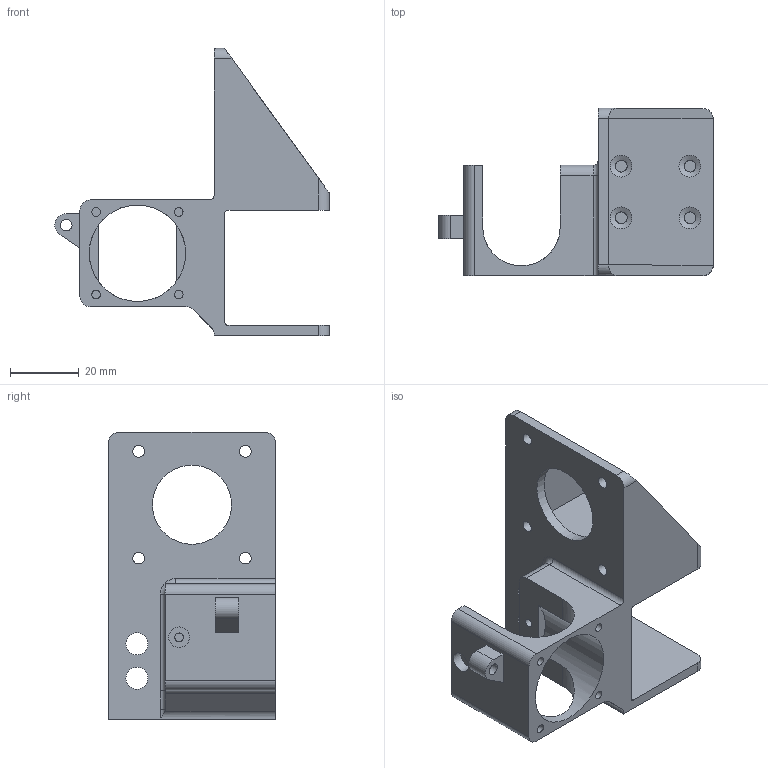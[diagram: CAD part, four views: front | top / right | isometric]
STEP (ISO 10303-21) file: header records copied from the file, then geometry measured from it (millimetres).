
FILE_DESCRIPTION(('FreeCAD Model'),'2;1');
FILE_NAME('Extruder_Mount_Integrated.step','2018-09-09T11:34:25',('Author'),( ''),'Open CASCADE STEP processor 6.8','FreeCAD','Unknown');
FILE_SCHEMA(('AUTOMOTIVE_DESIGN_CC2 { 1 2 10303 214 -1 1 5 4 }'));
Length unit declared in the file: millimetre
Products named in the file (2): ASSEMBLY; Extruder_Mount
Assembly tree (1 placements, depth 2):
  ASSEMBLY
    Extruder_Mount
Bounding box: 79.71 x 48.5 x 83.4 mm (x, y, z)
Volume: 42377.6 mm3; surface area: 22389.6 mm2
Topology: 1 solids, 1 shells, 87 faces, 210 edges, 135 vertices
Faces by surface type: cylinder 42, plane 40, cone 4, torus 1
Full cylindrical faces by diameter (mm): 2.5 x8, 3.4 x9, 6 x1, 6.4 x2, 23 x1, 28 x1
Entity records: 6751 total; most frequent: CARTESIAN_POINT 2503, DIRECTION 785, ORIENTED_EDGE 420, PCURVE 420, DEFINITIONAL_REPRESENTATION 420, LINE 417, VECTOR 417, EDGE_CURVE 210
